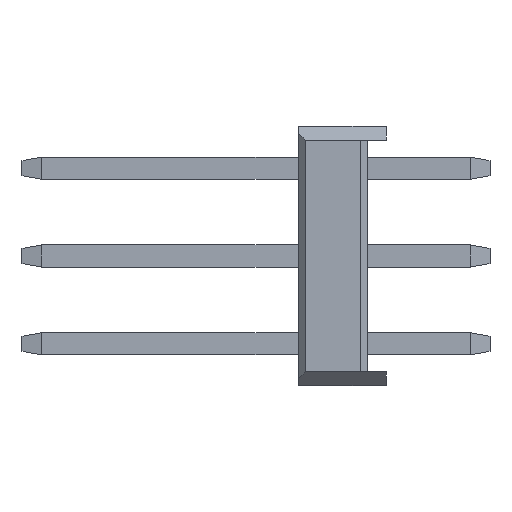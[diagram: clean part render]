
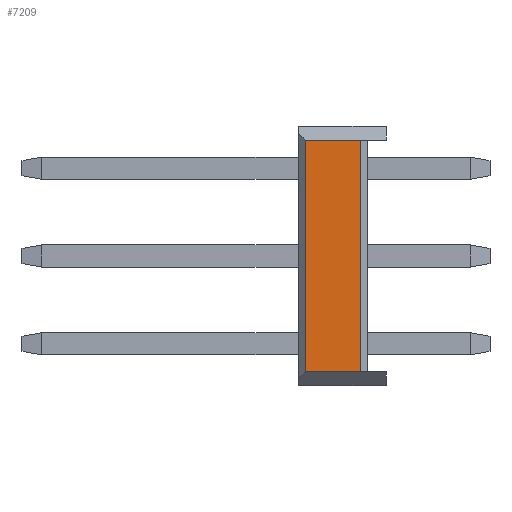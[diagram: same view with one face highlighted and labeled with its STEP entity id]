
A CAD part, left-side view. The second image highlights one B-rep face of the part: STEP entity #7209.
In plain terms, the highlighted planar face has unit normal (-1, 0, 0).
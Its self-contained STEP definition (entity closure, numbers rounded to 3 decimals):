
#145 = ORIENTED_EDGE ( 'NONE', *, *, #3960, .F. ) ;
#345 = LINE ( 'NONE', #11919, #3456 ) ;
#1074 = CARTESIAN_POINT ( 'NONE',  ( -1.27, 2.54, -3.35 ) ) ;
#1305 = FACE_OUTER_BOUND ( 'NONE', #5484, .T. ) ;
#1375 = CARTESIAN_POINT ( 'NONE',  ( -1.27, 2.34, 3.35 ) ) ;
#1604 = CARTESIAN_POINT ( 'NONE',  ( -1.27, 0.74, -3.35 ) ) ;
#2335 = ORIENTED_EDGE ( 'NONE', *, *, #8469, .T. ) ;
#2866 = EDGE_CURVE ( 'NONE', #6580, #3920, #11417, .T. ) ;
#3067 = ORIENTED_EDGE ( 'NONE', *, *, #8725, .F. ) ;
#3252 = CARTESIAN_POINT ( 'NONE',  ( -1.27, 2.34, -3.35 ) ) ;
#3407 = PLANE ( 'NONE',  #9889 ) ;
#3456 = VECTOR ( 'NONE', #13076, 1000. ) ;
#3920 = VERTEX_POINT ( 'NONE', #3252 ) ;
#3960 = EDGE_CURVE ( 'NONE', #4936, #13462, #7187, .T. ) ;
#4936 = VERTEX_POINT ( 'NONE', #10096 ) ;
#5437 = ORIENTED_EDGE ( 'NONE', *, *, #2866, .T. ) ;
#5484 = EDGE_LOOP ( 'NONE', ( #3067, #5437, #2335, #145 ) ) ;
#5720 = DIRECTION ( 'NONE',  ( 0., 0., -1. ) ) ;
#6176 = CARTESIAN_POINT ( 'NONE',  ( -1.27, 2.34, -3.35 ) ) ;
#6580 = VERTEX_POINT ( 'NONE', #1375 ) ;
#6936 = DIRECTION ( 'NONE',  ( 0., 0., -1. ) ) ;
#7187 = LINE ( 'NONE', #12656, #13345 ) ;
#7209 = ADVANCED_FACE ( 'NONE', ( #1305 ), #3407, .F. ) ;
#8469 = EDGE_CURVE ( 'NONE', #3920, #13462, #10203, .T. ) ;
#8725 = EDGE_CURVE ( 'NONE', #6580, #4936, #345, .T. ) ;
#9160 = DIRECTION ( 'NONE',  ( 0., -1., 0. ) ) ;
#9889 = AXIS2_PLACEMENT_3D ( 'NONE', #1074, #13872, #6936 ) ;
#10096 = CARTESIAN_POINT ( 'NONE',  ( -1.27, 0.74, 3.35 ) ) ;
#10203 = LINE ( 'NONE', #11494, #13263 ) ;
#11417 = LINE ( 'NONE', #6176, #14475 ) ;
#11494 = CARTESIAN_POINT ( 'NONE',  ( -1.27, 2.54, -3.35 ) ) ;
#11919 = CARTESIAN_POINT ( 'NONE',  ( -1.27, 2.54, 3.35 ) ) ;
#12656 = CARTESIAN_POINT ( 'NONE',  ( -1.27, 0.74, 3.35 ) ) ;
#13076 = DIRECTION ( 'NONE',  ( 0., -1., 0. ) ) ;
#13263 = VECTOR ( 'NONE', #9160, 1000. ) ;
#13345 = VECTOR ( 'NONE', #5720, 1000. ) ;
#13462 = VERTEX_POINT ( 'NONE', #1604 ) ;
#13872 = DIRECTION ( 'NONE',  ( 1., 0., 0. ) ) ;
#14262 = DIRECTION ( 'NONE',  ( 0., 0., -1. ) ) ;
#14475 = VECTOR ( 'NONE', #14262, 1000. ) ;
